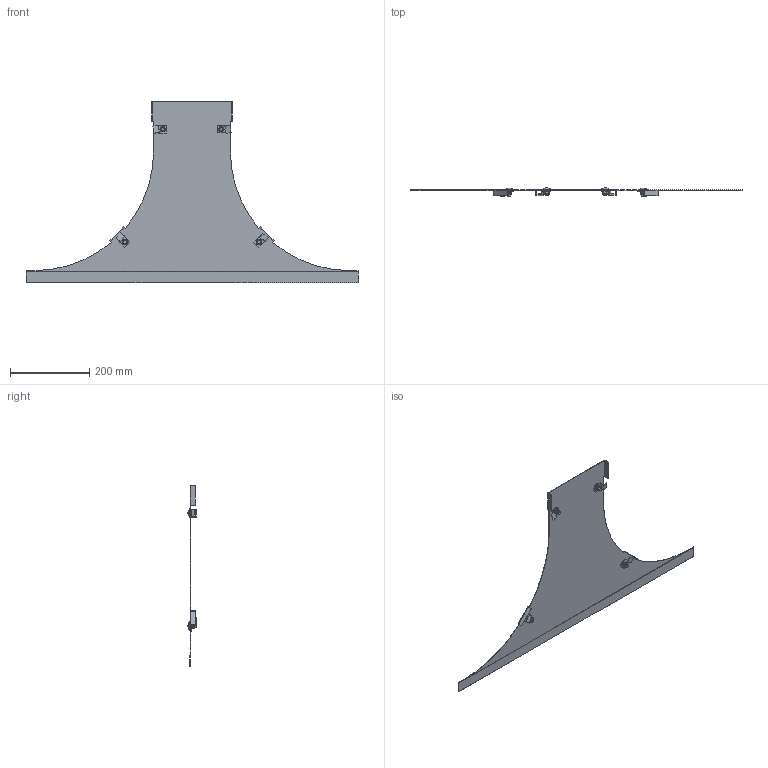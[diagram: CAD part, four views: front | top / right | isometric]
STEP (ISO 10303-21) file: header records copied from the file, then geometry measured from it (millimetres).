
FILE_DESCRIPTION (( 'STEP AP214' ), '1' );
FILE_NAME ('6226310.STP', '2017-03-27T12:27:54', ( '' ), ( '' ), 'SwSTEP 2.0', 'SolidWorks 2016', '' );
FILE_SCHEMA (( 'AUTOMOTIVE_DESIGN' ));
Length unit declared in the file: millimetre
Products named in the file (6): 011642_DIN EN ISO 10511 - M8 - C; KTS 08.082-002_Standard; KTS 14.002-012_M8x16; KTS 08.083-001_Standard; 088303_200_VA; 6226310
Assembly tree (17 placements, depth 2):
  6226310
    088303_200_VA
    KTS 08.083-001_Standard  x4
    KTS 14.002-012_M8x16  x4
    KTS 08.082-002_Standard  x4
    011642_DIN EN ISO 10511 - M8 - C  x4
Bounding box: 840 x 20.67 x 458 mm (x, y, z)
Volume: 168708.1 mm3; surface area: 321931.6 mm2
Topology: 17 solids, 17 shells, 400 faces, 958 edges, 604 vertices
Faces by surface type: plane 252, cylinder 68, cone 48, torus 16, sphere 8, bspline 8
Entity records: 5071 total; most frequent: CARTESIAN_POINT 1047, ORIENTED_EDGE 776, DIRECTION 770, EDGE_CURVE 388, LINE 272, VECTOR 272, VERTEX_POINT 250, AXIS2_PLACEMENT_3D 249
